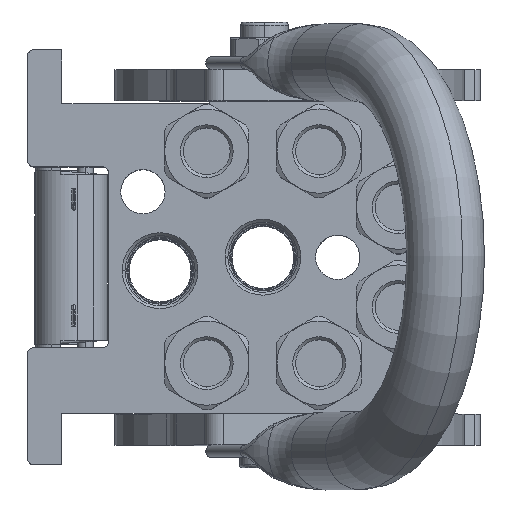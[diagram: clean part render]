
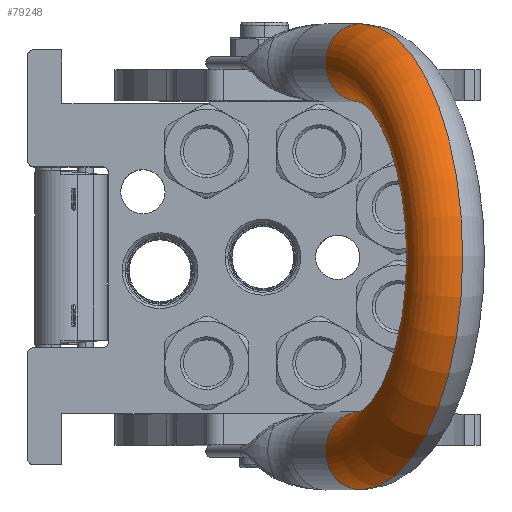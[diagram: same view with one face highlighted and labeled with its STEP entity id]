
A CAD part, top view. The second image highlights one B-rep face of the part: STEP entity #79248.
In plain terms, the highlighted toroidal (fillet/blend) face has major radius 62.25 mm and minor radius 12.5 mm.
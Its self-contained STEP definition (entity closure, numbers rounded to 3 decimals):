
#819 = CARTESIAN_POINT ( 'NONE',  ( 74.75, 0., 25.25 ) ) ;
#1882 = EDGE_CURVE ( 'NONE', #110106, #43826, #49920, .T. ) ;
#2516 = EDGE_CURVE ( 'NONE', #43826, #17330, #53089, .T. ) ;
#8247 = AXIS2_PLACEMENT_3D ( 'NONE', #86733, #126665, #106648 ) ;
#17330 = VERTEX_POINT ( 'NONE', #44243 ) ;
#24897 = EDGE_CURVE ( 'NONE', #97507, #17330, #103365, .T. ) ;
#26073 = ORIENTED_EDGE ( 'NONE', *, *, #1882, .F. ) ;
#26513 = ORIENTED_EDGE ( 'NONE', *, *, #2516, .F. ) ;
#33794 = DIRECTION ( 'NONE',  ( -1., 0., 0. ) ) ;
#34618 = CARTESIAN_POINT ( 'NONE',  ( 0., 0., 25.25 ) ) ;
#39008 = CARTESIAN_POINT ( 'NONE',  ( -49.75, 0., 25.25 ) ) ;
#42971 = DIRECTION ( 'NONE',  ( 1., 0., 0. ) ) ;
#43826 = VERTEX_POINT ( 'NONE', #819 ) ;
#44243 = CARTESIAN_POINT ( 'NONE',  ( 49.75, 0., 25.25 ) ) ;
#44581 = DIRECTION ( 'NONE',  ( -1., 0., 0. ) ) ;
#45182 = EDGE_LOOP ( 'NONE', ( #56224, #26513, #26073, #85222 ) ) ;
#48394 = DIRECTION ( 'NONE',  ( 0., 1., 0. ) ) ;
#49920 = CIRCLE ( 'NONE', #57359, 74.75 ) ;
#53089 = CIRCLE ( 'NONE', #64992, 12.5 ) ;
#53782 = DIRECTION ( 'NONE',  ( 0., 0., 1. ) ) ;
#53852 = DIRECTION ( 'NONE',  ( 0., 0., -1. ) ) ;
#56224 = ORIENTED_EDGE ( 'NONE', *, *, #24897, .T. ) ;
#56530 = FACE_OUTER_BOUND ( 'NONE', #45182, .T. ) ;
#57359 = AXIS2_PLACEMENT_3D ( 'NONE', #59715, #48394, #107982 ) ;
#59715 = CARTESIAN_POINT ( 'NONE',  ( 0., 0., 25.25 ) ) ;
#64992 = AXIS2_PLACEMENT_3D ( 'NONE', #103430, #53852, #42971 ) ;
#65892 = TOROIDAL_SURFACE ( 'NONE', #8247, 62.25, 12.5 ) ;
#75499 = CARTESIAN_POINT ( 'NONE',  ( -62.25, 0., 25.25 ) ) ;
#78726 = AXIS2_PLACEMENT_3D ( 'NONE', #75499, #53782, #33794 ) ;
#79248 = ADVANCED_FACE ( 'NONE', ( #56530 ), #65892, .T. ) ;
#85222 = ORIENTED_EDGE ( 'NONE', *, *, #99495, .T. ) ;
#86733 = CARTESIAN_POINT ( 'NONE',  ( 0., 0., 25.25 ) ) ;
#91852 = CARTESIAN_POINT ( 'NONE',  ( -74.75, 0., 25.25 ) ) ;
#97507 = VERTEX_POINT ( 'NONE', #39008 ) ;
#99495 = EDGE_CURVE ( 'NONE', #110106, #97507, #102038, .T. ) ;
#99849 = AXIS2_PLACEMENT_3D ( 'NONE', #34618, #112880, #44581 ) ;
#102038 = CIRCLE ( 'NONE', #78726, 12.5 ) ;
#103365 = CIRCLE ( 'NONE', #99849, 49.75 ) ;
#103430 = CARTESIAN_POINT ( 'NONE',  ( 62.25, 0., 25.25 ) ) ;
#106648 = DIRECTION ( 'NONE',  ( 1., 0., 0. ) ) ;
#107982 = DIRECTION ( 'NONE',  ( -1., 0., 0. ) ) ;
#110106 = VERTEX_POINT ( 'NONE', #91852 ) ;
#112880 = DIRECTION ( 'NONE',  ( 0., 1., 0. ) ) ;
#126665 = DIRECTION ( 'NONE',  ( 0., 1., 0. ) ) ;
